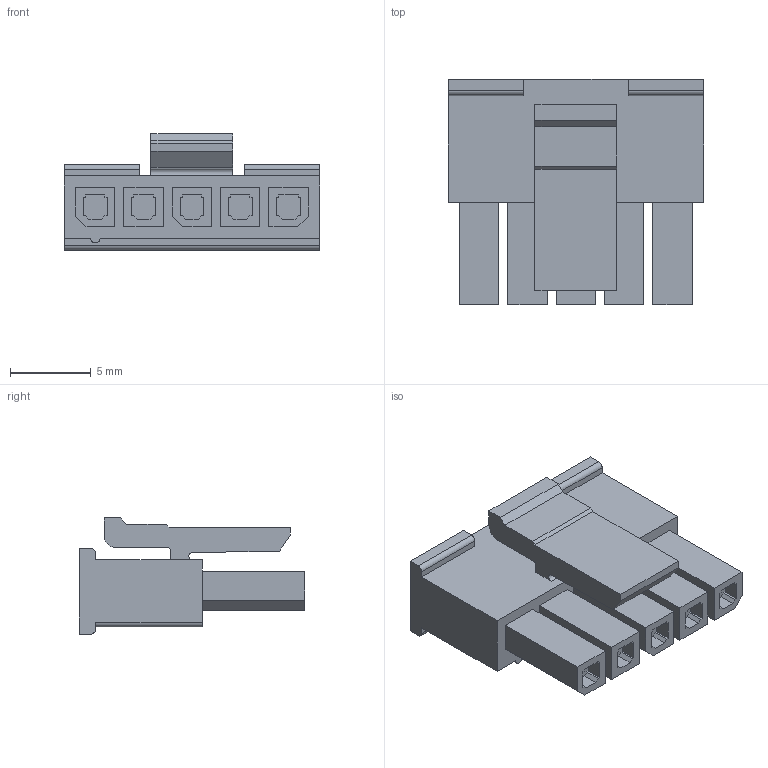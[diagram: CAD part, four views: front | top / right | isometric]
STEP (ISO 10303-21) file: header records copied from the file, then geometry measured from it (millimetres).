
FILE_DESCRIPTION((''),'2;1');
FILE_NAME('436450500','2017-12-21T',('ghp'),(''),'PRO/ENGINEER BY PARAMETRIC TECHNOLOGY CORPORATION, 2012310','PRO/ENGINEER BY PARAMETRIC TECHNOLOGY CORPORATION, 2012310','');
FILE_SCHEMA(('CONFIG_CONTROL_DESIGN'));
Length unit declared in the file: millimetre
Products named in the file (1): 436450500
Bounding box: 15.85 x 14 x 7.21 mm (x, y, z)
Volume: 754.4 mm3; surface area: 957 mm2
Topology: 1 solids, 1 shells, 128 faces, 345 edges, 230 vertices
Faces by surface type: plane 121, cylinder 7
Entity records: 3985 total; most frequent: CARTESIAN_POINT 704, ORIENTED_EDGE 690, DIRECTION 617, EDGE_CURVE 345, VECTOR 331, LINE 331, VERTEX_POINT 230, AXIS2_PLACEMENT_3D 143
